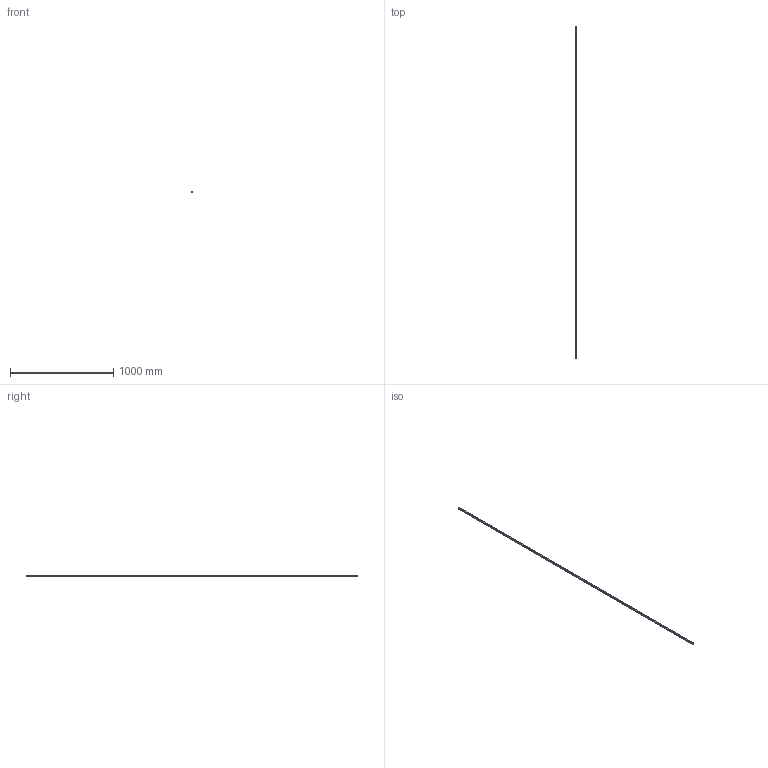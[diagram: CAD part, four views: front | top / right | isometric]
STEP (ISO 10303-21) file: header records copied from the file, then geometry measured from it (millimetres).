
FILE_DESCRIPTION(('STEP AP214'),'1');
FILE_NAME('cctmp_705A06B6-5B7F-476B-8B57-526505F92A63_2021_02_02_13_39_48_0544..stp','2021-02-02T12:39:48',('HIWIN GmbH'),('CADClick - www.CADClick.com'),'Spatial InterOp 3D',' ','unknown authorization');
FILE_SCHEMA(('AUTOMOTIVE_DESIGN'));
Length unit declared in the file: millimetre
Products named in the file (1): EGR15U3220C_FILE
Bounding box: 15 x 3220 x 12.5 mm (x, y, z)
Volume: 512841.7 mm3; surface area: 196144.4 mm2
Topology: 1 solids, 1 shells, 643 faces, 1587 edges, 1058 vertices
Faces by surface type: cylinder 342, plane 301
Entity records: 24669 total; most frequent: DIRECTION 3775, CARTESIAN_POINT 3289, ORIENTED_EDGE 3174, EDGE_CURVE 1587, AXIS2_PLACEMENT_3D 1544, VERTEX_POINT 1058, EDGE_LOOP 755, LINE 687
